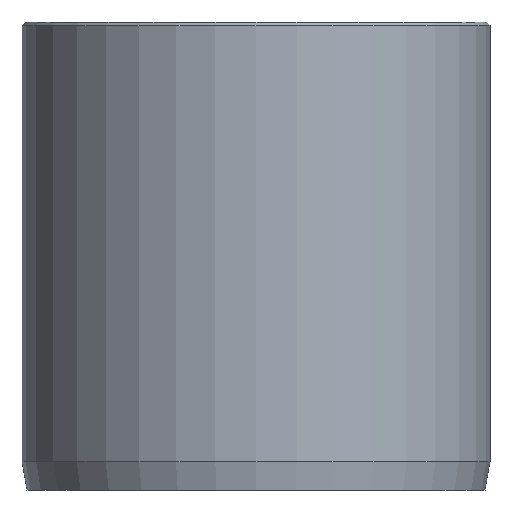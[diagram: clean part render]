
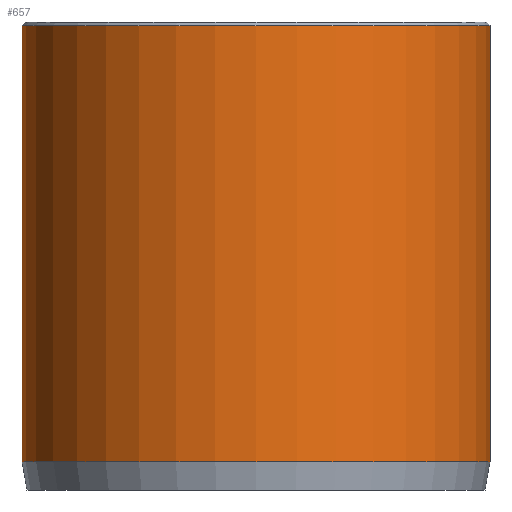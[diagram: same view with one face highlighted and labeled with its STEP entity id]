
A CAD part, front view. The second image highlights one B-rep face of the part: STEP entity #657.
In plain terms, the highlighted cylindrical face has radius 12.5 mm (diameter 25 mm), a partial arc.
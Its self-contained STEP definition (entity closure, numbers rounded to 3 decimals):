
#20 = DIRECTION ( 'NONE',  ( 0., 0., 1. ) ) ;
#37 = AXIS2_PLACEMENT_3D ( 'NONE', #171, #868, #268 ) ;
#45 = EDGE_CURVE ( 'NONE', #1272, #950, #557, .T. ) ;
#78 = DIRECTION ( 'NONE',  ( 0., 0., -1. ) ) ;
#146 = CARTESIAN_POINT ( 'NONE',  ( 12.5, 0., 24.8 ) ) ;
#150 = CIRCLE ( 'NONE', #1041, 12.5 ) ;
#157 = EDGE_CURVE ( 'NONE', #516, #1272, #1026, .T. ) ;
#171 = CARTESIAN_POINT ( 'NONE',  ( 0., 0., 24.8 ) ) ;
#268 = DIRECTION ( 'NONE',  ( 1., 0., 0. ) ) ;
#393 = ORIENTED_EDGE ( 'NONE', *, *, #1072, .F. ) ;
#406 = DIRECTION ( 'NONE',  ( 0., 0., -1. ) ) ;
#433 = EDGE_CURVE ( 'NONE', #950, #682, #150, .T. ) ;
#450 = LINE ( 'NONE', #774, #943 ) ;
#464 = CYLINDRICAL_SURFACE ( 'NONE', #1018, 12.5 ) ;
#480 = ORIENTED_EDGE ( 'NONE', *, *, #45, .T. ) ;
#516 = VERTEX_POINT ( 'NONE', #146 ) ;
#557 = LINE ( 'NONE', #587, #823 ) ;
#587 = CARTESIAN_POINT ( 'NONE',  ( -12.5, 0., 25. ) ) ;
#614 = CARTESIAN_POINT ( 'NONE',  ( 0., 0., 1.5 ) ) ;
#643 = CARTESIAN_POINT ( 'NONE',  ( -12.5, 0., 1.5 ) ) ;
#657 = ADVANCED_FACE ( 'NONE', ( #1256 ), #464, .T. ) ;
#682 = VERTEX_POINT ( 'NONE', #703 ) ;
#703 = CARTESIAN_POINT ( 'NONE',  ( 12.5, 0., 1.5 ) ) ;
#717 = DIRECTION ( 'NONE',  ( 1., 0., 0. ) ) ;
#740 = ORIENTED_EDGE ( 'NONE', *, *, #433, .T. ) ;
#774 = CARTESIAN_POINT ( 'NONE',  ( 12.5, 0., 25. ) ) ;
#823 = VECTOR ( 'NONE', #406, 1000. ) ;
#868 = DIRECTION ( 'NONE',  ( 0., 0., -1. ) ) ;
#895 = CARTESIAN_POINT ( 'NONE',  ( 0., 0., 25. ) ) ;
#921 = EDGE_LOOP ( 'NONE', ( #393, #957, #480, #740 ) ) ;
#943 = VECTOR ( 'NONE', #78, 1000. ) ;
#950 = VERTEX_POINT ( 'NONE', #643 ) ;
#957 = ORIENTED_EDGE ( 'NONE', *, *, #157, .T. ) ;
#987 = DIRECTION ( 'NONE',  ( 0., 0., -1. ) ) ;
#1018 = AXIS2_PLACEMENT_3D ( 'NONE', #895, #987, #1291 ) ;
#1026 = CIRCLE ( 'NONE', #37, 12.5 ) ;
#1041 = AXIS2_PLACEMENT_3D ( 'NONE', #614, #20, #717 ) ;
#1072 = EDGE_CURVE ( 'NONE', #516, #682, #450, .T. ) ;
#1102 = CARTESIAN_POINT ( 'NONE',  ( -12.5, 0., 24.8 ) ) ;
#1256 = FACE_OUTER_BOUND ( 'NONE', #921, .T. ) ;
#1272 = VERTEX_POINT ( 'NONE', #1102 ) ;
#1291 = DIRECTION ( 'NONE',  ( -1., 0., 0. ) ) ;
